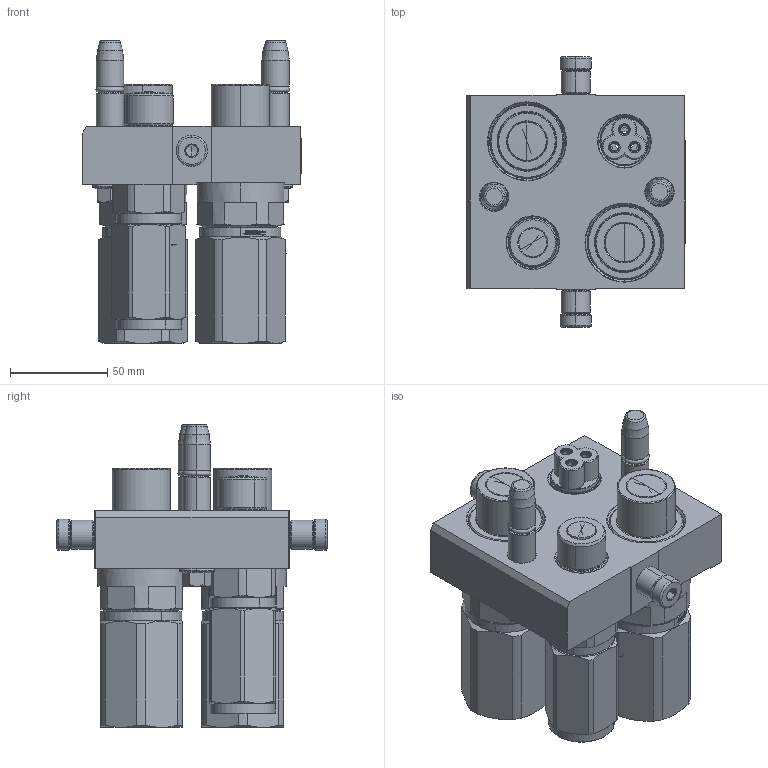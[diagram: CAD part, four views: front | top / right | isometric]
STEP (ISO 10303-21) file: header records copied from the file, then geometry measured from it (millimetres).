
FILE_DESCRIPTION (( 'STEP AP214' ), '1' );
FILE_NAME ('FASTER.step', '2024-09-30T11:22:09', ( '' ), ( '' ), 'SwSTEP 2.0', 'SolidWorks 2017', '' );
FILE_SCHEMA (( 'AUTOMOTIVE_DESIGN' ));
Length unit declared in the file: millimetre
Products named in the file (18): P510_M_BASE; or2_62x9_19_m; 4830_013_3000_030; 3ffnp12-34g_m; 3ffnp3471_34gm_Completa; et002; conn_3p_m; FASTER; 4830_044_0000_000; corpospel08-3m; 4830_021_0000_000; 3ffnp34_gas_m; 3ffnp3471_34gm; 4830_028_1000_011; 1540_080_0008_000; 4830_010_0000_032
Assembly tree (24 placements, depth 3):
  FASTER
    P510_M_BASE
      4830_010_0000_032
      4830_013_3000_030  x2
      4830_028_1000_011  x2
      4830_021_0000_000  x2
      1540_080_0008_000  x2
      or2_62x9_19_m  x2
    3ffnp34_gas_m
      3ffnp34_gas_m
    3ffnp12-34g_m
      3ffnp12-34g_m
    conn_3p_m
      4830_044_0000_000  x3
      corpospel08-3m
    3ffnp3471_34gm
      3ffnp3471_34gm_Completa
    et002
Bounding box: 112.3 x 138.6 x 155.35 mm (x, y, z)
Volume: 2873.9 mm3; surface area: 146667.6 mm2
Topology: 5 solids, 61 shells, 2131 faces, 6294 edges, 4190 vertices
Faces by surface type: plane 1190, cylinder 410, cone 323, torus 123, bspline 79, sphere 6
Entity records: 82226 total; most frequent: CARTESIAN_POINT 22755, ORIENTED_EDGE 10304, DIRECTION 9580, EDGE_CURVE 5728, VERTEX_POINT 3858, LINE 3464, VECTOR 3464, AXIS2_PLACEMENT_3D 3058
